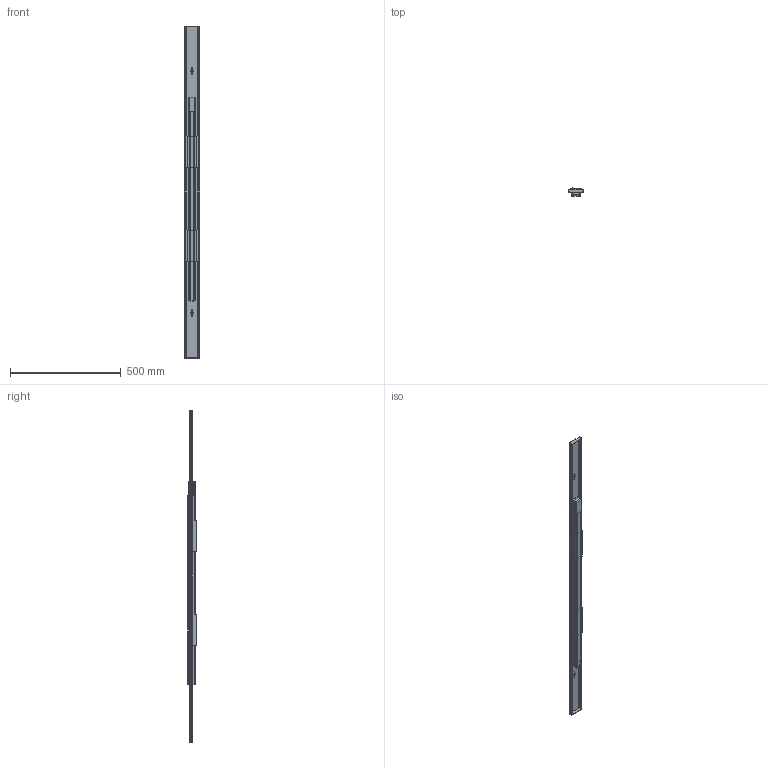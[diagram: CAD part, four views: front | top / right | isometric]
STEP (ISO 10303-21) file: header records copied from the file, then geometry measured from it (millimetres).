
FILE_DESCRIPTION (( 'STEP AP214' ), '1' );
FILE_NAME ('TruSys-FLEX-SPOT-TRACK.STEP', '2023-01-13T14:21:26', ( '' ), ( '' ), 'SwSTEP 2.0', 'SolidWorks 2020', '' );
FILE_SCHEMA (( 'AUTOMOTIVE_DESIGN' ));
Length unit declared in the file: millimetre
Products named in the file (1): TruSys-FLEX-SPOT-TRACK
Bounding box: 69.78 x 36.9 x 1498.5 mm (x, y, z)
Volume: 409597.3 mm3; surface area: 551266.8 mm2
Topology: 10 solids, 10 shells, 415 faces, 1186 edges, 790 vertices
Faces by surface type: plane 291, cylinder 124
Entity records: 18417 total; most frequent: CARTESIAN_POINT 2816, ORIENTED_EDGE 2366, DIRECTION 2175, EDGE_CURVE 1183, VECTOR 889, LINE 889, VERTEX_POINT 788, AXIS2_PLACEMENT_3D 643
